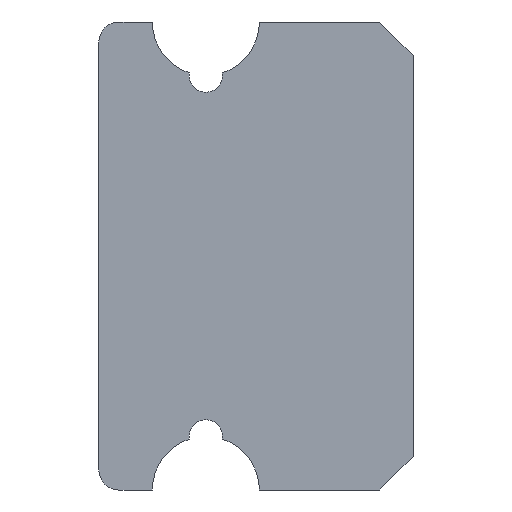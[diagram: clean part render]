
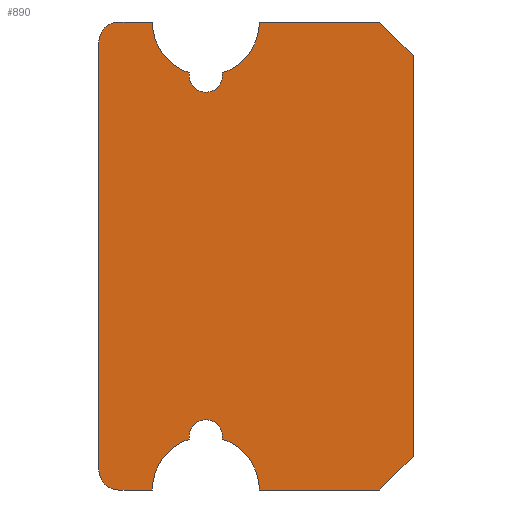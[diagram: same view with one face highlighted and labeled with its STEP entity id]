
A CAD part, left-side view. The second image highlights one B-rep face of the part: STEP entity #890.
In plain terms, the highlighted planar face has unit normal (-1, 0, 0).
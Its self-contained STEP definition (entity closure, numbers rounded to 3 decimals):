
#43 = EDGE_LOOP ( 'NONE', ( #68, #69, #70, #71, #72, #73, #74, #75, #76, #77, #78, #79, #80, #81, #82, #83, #84 ) ) ;
#68 = ORIENTED_EDGE ( 'NONE', *, *, #851, .F. ) ;
#69 = ORIENTED_EDGE ( 'NONE', *, *, #869, .T. ) ;
#70 = ORIENTED_EDGE ( 'NONE', *, *, #845, .F. ) ;
#71 = ORIENTED_EDGE ( 'NONE', *, *, #862, .T. ) ;
#72 = ORIENTED_EDGE ( 'NONE', *, *, #875, .T. ) ;
#73 = ORIENTED_EDGE ( 'NONE', *, *, #872, .T. ) ;
#74 = ORIENTED_EDGE ( 'NONE', *, *, #861, .F. ) ;
#75 = ORIENTED_EDGE ( 'NONE', *, *, #855, .F. ) ;
#76 = ORIENTED_EDGE ( 'NONE', *, *, #868, .F. ) ;
#77 = ORIENTED_EDGE ( 'NONE', *, *, #871, .F. ) ;
#78 = ORIENTED_EDGE ( 'NONE', *, *, #840, .F. ) ;
#79 = ORIENTED_EDGE ( 'NONE', *, *, #534, .T. ) ;
#80 = ORIENTED_EDGE ( 'NONE', *, *, #733, .T. ) ;
#81 = ORIENTED_EDGE ( 'NONE', *, *, #807, .T. ) ;
#82 = ORIENTED_EDGE ( 'NONE', *, *, #732, .T. ) ;
#83 = ORIENTED_EDGE ( 'NONE', *, *, #839, .F. ) ;
#84 = ORIENTED_EDGE ( 'NONE', *, *, #874, .T. ) ;
#219 = DIRECTION ( 'NONE',  ( 0., 0., -1. ) ) ;
#221 = DIRECTION ( 'NONE',  ( 1., 0., 0. ) ) ;
#262 = VERTEX_POINT ( 'NONE', #323 ) ;
#263 = CARTESIAN_POINT ( 'NONE',  ( -50., 3.1, 3.5 ) ) ;
#289 = CARTESIAN_POINT ( 'NONE',  ( -50., 2.3, 3.5 ) ) ;
#291 = CARTESIAN_POINT ( 'NONE',  ( -50., 0.5, 3.5 ) ) ;
#293 = CARTESIAN_POINT ( 'NONE',  ( -50., 3.9, -3.5 ) ) ;
#294 = CARTESIAN_POINT ( 'NONE',  ( -50., 4.4, -3.5 ) ) ;
#299 = CARTESIAN_POINT ( 'NONE',  ( -50., 4.4, 3.5 ) ) ;
#300 = CARTESIAN_POINT ( 'NONE',  ( -50., 3.9, 3.5 ) ) ;
#303 = CARTESIAN_POINT ( 'NONE',  ( -50., 4.7, -3.2 ) ) ;
#304 = CARTESIAN_POINT ( 'NONE',  ( -50., 4.7, 3.2 ) ) ;
#306 = CARTESIAN_POINT ( 'NONE',  ( -50., 2.3, -3.5 ) ) ;
#308 = CARTESIAN_POINT ( 'NONE',  ( -50., 0.5, -3.5 ) ) ;
#310 = CARTESIAN_POINT ( 'NONE',  ( -50., 0., -3. ) ) ;
#312 = CARTESIAN_POINT ( 'NONE',  ( -50., 0., 3. ) ) ;
#313 = CARTESIAN_POINT ( 'NONE',  ( -50., 3.347, -2.739 ) ) ;
#315 = CARTESIAN_POINT ( 'NONE',  ( -50., 3.1, 2.45 ) ) ;
#316 = CARTESIAN_POINT ( 'NONE',  ( -50., 3.347, 2.739 ) ) ;
#322 = CARTESIAN_POINT ( 'NONE',  ( -50., 2.853, 2.739 ) ) ;
#323 = CARTESIAN_POINT ( 'NONE',  ( -50., 2.853, -2.739 ) ) ;
#350 = VERTEX_POINT ( 'NONE', #322 ) ;
#359 = VERTEX_POINT ( 'NONE', #316 ) ;
#360 = VERTEX_POINT ( 'NONE', #315 ) ;
#362 = VERTEX_POINT ( 'NONE', #313 ) ;
#363 = VERTEX_POINT ( 'NONE', #312 ) ;
#365 = VERTEX_POINT ( 'NONE', #310 ) ;
#367 = VERTEX_POINT ( 'NONE', #308 ) ;
#369 = VERTEX_POINT ( 'NONE', #306 ) ;
#371 = VERTEX_POINT ( 'NONE', #304 ) ;
#372 = VERTEX_POINT ( 'NONE', #303 ) ;
#375 = VERTEX_POINT ( 'NONE', #300 ) ;
#376 = VERTEX_POINT ( 'NONE', #299 ) ;
#381 = VERTEX_POINT ( 'NONE', #294 ) ;
#382 = VERTEX_POINT ( 'NONE', #293 ) ;
#384 = VERTEX_POINT ( 'NONE', #291 ) ;
#386 = VERTEX_POINT ( 'NONE', #289 ) ;
#405 = DIRECTION ( 'NONE',  ( 1., 0., 0. ) ) ;
#442 = CARTESIAN_POINT ( 'NONE',  ( -50., 0.5, 3.5 ) ) ;
#445 = DIRECTION ( 'NONE',  ( 0., -1., 0. ) ) ;
#446 = DIRECTION ( 'NONE',  ( 0., -1., 0. ) ) ;
#448 = CARTESIAN_POINT ( 'NONE',  ( -50., 0.5, 3.5 ) ) ;
#450 = CARTESIAN_POINT ( 'NONE',  ( -50., 0.5, -3.5 ) ) ;
#461 = DIRECTION ( 'NONE',  ( 0., 1., 0. ) ) ;
#470 = CARTESIAN_POINT ( 'NONE',  ( -50., 4.7, -3.5 ) ) ;
#471 = DIRECTION ( 'NONE',  ( 0., 0., 1. ) ) ;
#474 = CARTESIAN_POINT ( 'NONE',  ( -50., 0., -3. ) ) ;
#479 = DIRECTION ( 'NONE',  ( 0., 0.707, -0.707 ) ) ;
#486 = CARTESIAN_POINT ( 'NONE',  ( -50., 0., 3.5 ) ) ;
#488 = DIRECTION ( 'NONE',  ( 0., 0., -1. ) ) ;
#489 = DIRECTION ( 'NONE',  ( 1., 0., 0. ) ) ;
#491 = PLANE ( 'NONE',  #1154 ) ;
#492 = DIRECTION ( 'NONE',  ( 0., 0., -1. ) ) ;
#493 = DIRECTION ( 'NONE',  ( -1., 0., 0. ) ) ;
#497 = DIRECTION ( 'NONE',  ( 0., 0., -1. ) ) ;
#498 = DIRECTION ( 'NONE',  ( 1., 0., 0. ) ) ;
#499 = CARTESIAN_POINT ( 'NONE',  ( -50., 3.1, -2.7 ) ) ;
#500 = DIRECTION ( 'NONE',  ( 0., -0.707, -0.707 ) ) ;
#501 = CARTESIAN_POINT ( 'NONE',  ( -50., 0., 3. ) ) ;
#504 = CARTESIAN_POINT ( 'NONE',  ( -50., 4.4, 3.2 ) ) ;
#505 = DIRECTION ( 'NONE',  ( 0., 0., -1. ) ) ;
#506 = DIRECTION ( 'NONE',  ( -1., 0., 0. ) ) ;
#507 = CARTESIAN_POINT ( 'NONE',  ( -50., 3.1, -3.5 ) ) ;
#508 = DIRECTION ( 'NONE',  ( 0., 0., -1. ) ) ;
#509 = CARTESIAN_POINT ( 'NONE',  ( -50., 4.4, -3.2 ) ) ;
#517 = CARTESIAN_POINT ( 'NONE',  ( -50., 0., -3. ) ) ;
#523 = DIRECTION ( 'NONE',  ( 0., 0., -1. ) ) ;
#524 = DIRECTION ( 'NONE',  ( 1., 0., 0. ) ) ;
#525 = CARTESIAN_POINT ( 'NONE',  ( -50., 3.1, -3.5 ) ) ;
#526 = DIRECTION ( 'NONE',  ( 0., 1., 0. ) ) ;
#527 = CARTESIAN_POINT ( 'NONE',  ( -50., 0.5, -3.5 ) ) ;
#534 = EDGE_CURVE ( 'NONE', #386, #350, #933, .T. ) ;
#576 = DIRECTION ( 'NONE',  ( 0., 0., 1. ) ) ;
#577 = DIRECTION ( 'NONE',  ( 1., 0., 0. ) ) ;
#579 = CARTESIAN_POINT ( 'NONE',  ( -50., 3.1, 2.7 ) ) ;
#666 = DIRECTION ( 'NONE',  ( 0., 0., 1. ) ) ;
#678 = DIRECTION ( 'NONE',  ( 1., 0., 0. ) ) ;
#679 = CARTESIAN_POINT ( 'NONE',  ( -50., 3.1, 3.5 ) ) ;
#696 = DIRECTION ( 'NONE',  ( 0., 0., 1. ) ) ;
#698 = DIRECTION ( 'NONE',  ( 0., 0., 1. ) ) ;
#699 = DIRECTION ( 'NONE',  ( 1., 0., 0. ) ) ;
#700 = CARTESIAN_POINT ( 'NONE',  ( -50., 3.1, 2.7 ) ) ;
#732 = EDGE_CURVE ( 'NONE', #359, #375, #934, .T. ) ;
#733 = EDGE_CURVE ( 'NONE', #350, #360, #936, .T. ) ;
#761 = AXIS2_PLACEMENT_3D ( 'NONE', #679, #678, #696 ) ;
#762 = AXIS2_PLACEMENT_3D ( 'NONE', #263, #405, #666 ) ;
#763 = AXIS2_PLACEMENT_3D ( 'NONE', #700, #699, #698 ) ;
#778 = AXIS2_PLACEMENT_3D ( 'NONE', #579, #577, #576 ) ;
#794 = AXIS2_PLACEMENT_3D ( 'NONE', #525, #524, #523 ) ;
#797 = AXIS2_PLACEMENT_3D ( 'NONE', #509, #506, #505 ) ;
#798 = AXIS2_PLACEMENT_3D ( 'NONE', #499, #489, #488 ) ;
#799 = AXIS2_PLACEMENT_3D ( 'NONE', #507, #498, #497 ) ;
#800 = AXIS2_PLACEMENT_3D ( 'NONE', #504, #493, #492 ) ;
#807 = EDGE_CURVE ( 'NONE', #360, #359, #966, .T. ) ;
#839 = EDGE_CURVE ( 'NONE', #376, #375, #1016, .T. ) ;
#840 = EDGE_CURVE ( 'NONE', #386, #384, #1011, .T. ) ;
#845 = EDGE_CURVE ( 'NONE', #382, #381, #1015, .T. ) ;
#851 = EDGE_CURVE ( 'NONE', #372, #371, #1039, .T. ) ;
#855 = EDGE_CURVE ( 'NONE', #365, #367, #1028, .T. ) ;
#861 = EDGE_CURVE ( 'NONE', #367, #369, #1056, .T. ) ;
#862 = EDGE_CURVE ( 'NONE', #382, #362, #1059, .T. ) ;
#868 = EDGE_CURVE ( 'NONE', #363, #365, #1064, .T. ) ;
#869 = EDGE_CURVE ( 'NONE', #372, #381, #1070, .T. ) ;
#871 = EDGE_CURVE ( 'NONE', #384, #363, #1067, .T. ) ;
#872 = EDGE_CURVE ( 'NONE', #262, #369, #1075, .T. ) ;
#874 = EDGE_CURVE ( 'NONE', #376, #371, #1078, .T. ) ;
#875 = EDGE_CURVE ( 'NONE', #362, #262, #1080, .T. ) ;
#890 = ADVANCED_FACE ( 'NONE', ( #1103 ), #491, .F. ) ;
#933 = CIRCLE ( 'NONE', #762, 0.8 ) ;
#934 = CIRCLE ( 'NONE', #761, 0.8 ) ;
#936 = CIRCLE ( 'NONE', #763, 0.25 ) ;
#966 = CIRCLE ( 'NONE', #778, 0.25 ) ;
#1011 = LINE ( 'NONE', #442, #1018 ) ;
#1015 = LINE ( 'NONE', #450, #1027 ) ;
#1016 = LINE ( 'NONE', #448, #1017 ) ;
#1017 = VECTOR ( 'NONE', #446, 1000. ) ;
#1018 = VECTOR ( 'NONE', #445, 1000. ) ;
#1027 = VECTOR ( 'NONE', #461, 1000. ) ;
#1028 = LINE ( 'NONE', #474, #1044 ) ;
#1039 = LINE ( 'NONE', #470, #1040 ) ;
#1040 = VECTOR ( 'NONE', #471, 1000. ) ;
#1044 = VECTOR ( 'NONE', #479, 1000. ) ;
#1056 = LINE ( 'NONE', #527, #1057 ) ;
#1057 = VECTOR ( 'NONE', #526, 1000. ) ;
#1059 = CIRCLE ( 'NONE', #794, 0.8 ) ;
#1064 = LINE ( 'NONE', #517, #1066 ) ;
#1066 = VECTOR ( 'NONE', #508, 1000. ) ;
#1067 = LINE ( 'NONE', #501, #1069 ) ;
#1069 = VECTOR ( 'NONE', #500, 1000. ) ;
#1070 = CIRCLE ( 'NONE', #797, 0.3 ) ;
#1075 = CIRCLE ( 'NONE', #799, 0.8 ) ;
#1078 = CIRCLE ( 'NONE', #800, 0.3 ) ;
#1080 = CIRCLE ( 'NONE', #798, 0.25 ) ;
#1103 = FACE_OUTER_BOUND ( 'NONE', #43, .T. ) ;
#1154 = AXIS2_PLACEMENT_3D ( 'NONE', #486, #221, #219 ) ;
